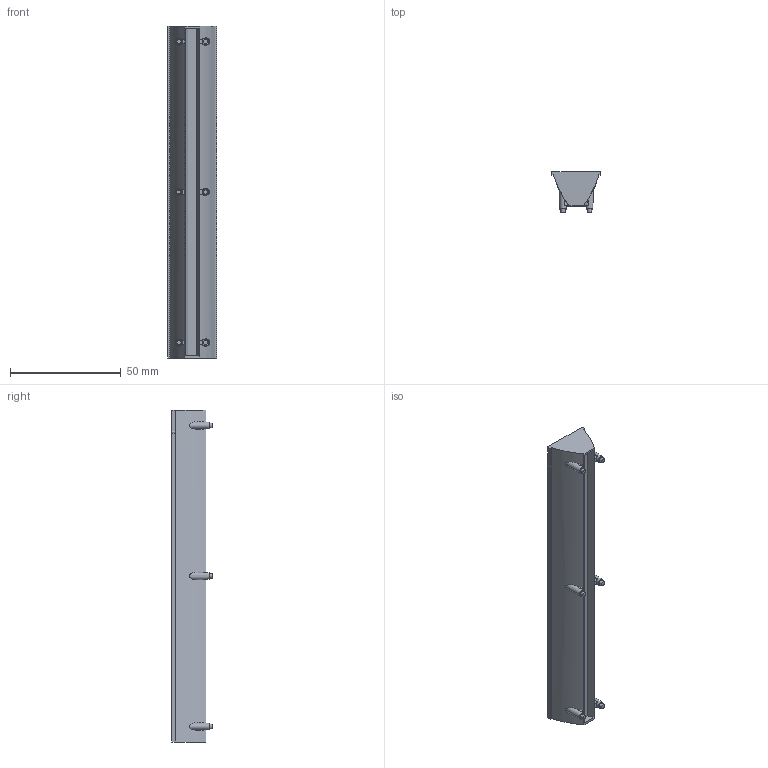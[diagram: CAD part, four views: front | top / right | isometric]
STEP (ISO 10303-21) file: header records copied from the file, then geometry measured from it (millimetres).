
FILE_DESCRIPTION(('STEP AP203'),'1');
FILE_NAME('X71709_Linear_collimator_150_Narrow S.step','2019-06-05T09:14:22',(' '),(' '),'Spatial InterOp 3D',' ',' ');
FILE_SCHEMA(('CONFIG_CONTROL_DESIGN'));
Length unit declared in the file: millimetre
Products named in the file (1): 1
Bounding box: 22.2 x 18.45 x 150 mm (x, y, z)
Volume: 30301.8 mm3; surface area: 12169.9 mm2
Topology: 1 solids, 1 shells, 175 faces, 355 edges, 235 vertices
Faces by surface type: plane 102, extrusion 51, cone 18, cylinder 4
Full cylindrical faces by diameter (mm): 0.3 x1
Entity records: 7586 total; most frequent: CARTESIAN_POINT 4364, ORIENTED_EDGE 608, DIRECTION 501, EDGE_CURVE 304, EDGE_LOOP 254, VERTEX_POINT 222, FACE_OUTER_BOUND 189, B_SPLINE_CURVE_WITH_KNOTS 187
